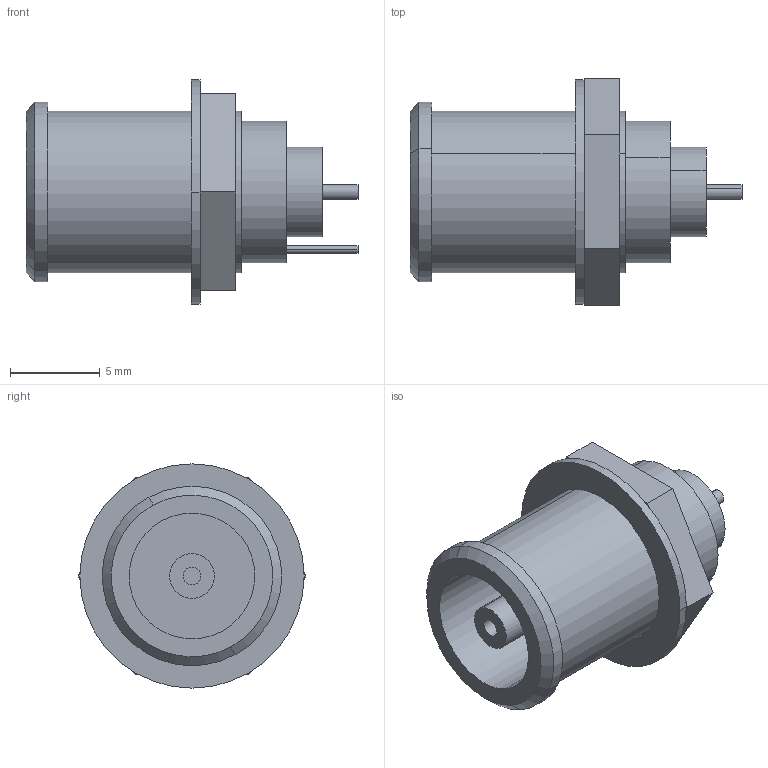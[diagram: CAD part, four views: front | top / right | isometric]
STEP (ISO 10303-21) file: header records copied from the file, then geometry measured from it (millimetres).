
FILE_DESCRIPTION(('CATIA V5 STEP Exchange'),'2;1');
FILE_NAME('Koax_Buchse.stp','2013-08-01T13:58:39+00:00',('none'),('none'),'CATIA Version 5 Release 19 SP 3 (IN-10)','CATIA V5 STEP AP214','none');
FILE_SCHEMA(('AUTOMOTIVE_DESIGN { 1 0 10303 214 1 1 1 1 }'));
Length unit declared in the file: millimetre
Products named in the file (1): S239_M01_A_xxxx_UT_LBA_Koax_Buchse
Bounding box: 18.5 x 12.7 x 12.5 mm (x, y, z)
Volume: 705.6 mm3; surface area: 1280.2 mm2
Topology: 3 solids, 3 shells, 46 faces, 94 edges, 62 vertices
Faces by surface type: cylinder 24, plane 20, cone 2
Entity records: 1147 total; most frequent: CARTESIAN_POINT 188, ORIENTED_EDGE 188, DIRECTION 156, EDGE_CURVE 94, AXIS2_PLACEMENT_3D 82, VERTEX_POINT 62, EDGE_LOOP 58, CIRCLE 50
